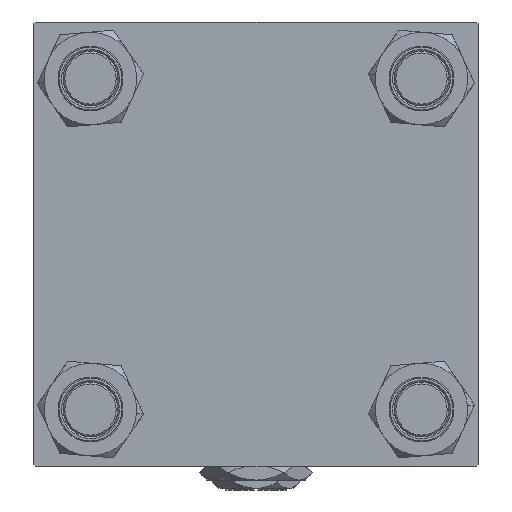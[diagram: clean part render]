
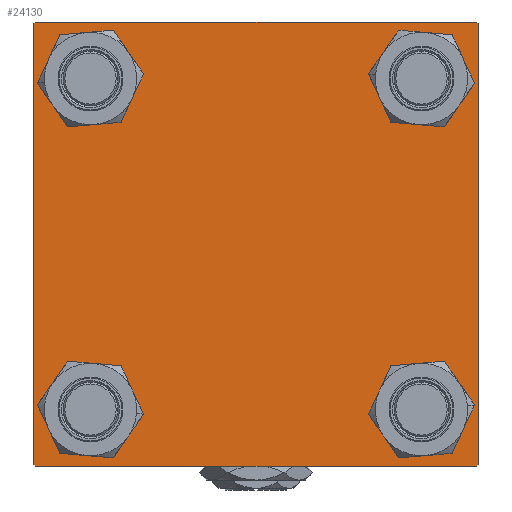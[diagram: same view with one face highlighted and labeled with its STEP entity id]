
A CAD part, left-side view. The second image highlights one B-rep face of the part: STEP entity #24130.
In plain terms, the highlighted planar face has unit normal (-1, 0, 0).
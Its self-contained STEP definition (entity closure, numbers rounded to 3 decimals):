
#60 = CARTESIAN_POINT ( 'NONE',  ( 0., -65., -64.5 ) ) ;
#242 = LINE ( 'NONE', #28314, #50514 ) ;
#879 = DIRECTION ( 'NONE',  ( 0., 0., 1. ) ) ;
#1883 = VECTOR ( 'NONE', #36112, 1000. ) ;
#3602 = CARTESIAN_POINT ( 'NONE',  ( 0., -65., 64.5 ) ) ;
#3679 = CARTESIAN_POINT ( 'NONE',  ( 0., 65., 64.5 ) ) ;
#4247 = CIRCLE ( 'NONE', #52014, 8.5 ) ;
#4623 = LINE ( 'NONE', #10276, #33643 ) ;
#5020 = DIRECTION ( 'NONE',  ( 1., 0., 0. ) ) ;
#5213 = CARTESIAN_POINT ( 'NONE',  ( 0., -64.5, 65. ) ) ;
#5496 = AXIS2_PLACEMENT_3D ( 'NONE', #20326, #28718, #42222 ) ;
#5609 = ORIENTED_EDGE ( 'NONE', *, *, #38067, .T. ) ;
#5690 = DIRECTION ( 'NONE',  ( 0., 0., 1. ) ) ;
#6256 = VERTEX_POINT ( 'NONE', #10923 ) ;
#6831 = LINE ( 'NONE', #12499, #52334 ) ;
#7268 = CARTESIAN_POINT ( 'NONE',  ( 0., -64.5, -65. ) ) ;
#7369 = VERTEX_POINT ( 'NONE', #3679 ) ;
#7409 = EDGE_LOOP ( 'NONE', ( #57488, #18622 ) ) ;
#7868 = LINE ( 'NONE', #35649, #58825 ) ;
#8855 = CARTESIAN_POINT ( 'NONE',  ( 0., 48.45, 56.95 ) ) ;
#9197 = DIRECTION ( 'NONE',  ( 0., 0., 1. ) ) ;
#9681 = VERTEX_POINT ( 'NONE', #5213 ) ;
#9759 = CIRCLE ( 'NONE', #36512, 8.5 ) ;
#10276 = CARTESIAN_POINT ( 'NONE',  ( 0., 65., 65. ) ) ;
#10398 = EDGE_CURVE ( 'NONE', #12628, #9681, #4623, .T. ) ;
#10496 = CIRCLE ( 'NONE', #40135, 8.5 ) ;
#10709 = FACE_BOUND ( 'NONE', #16122, .T. ) ;
#10923 = CARTESIAN_POINT ( 'NONE',  ( 0., 48.45, -39.95 ) ) ;
#11265 = ORIENTED_EDGE ( 'NONE', *, *, #10398, .F. ) ;
#11649 = VERTEX_POINT ( 'NONE', #36834 ) ;
#11828 = CARTESIAN_POINT ( 'NONE',  ( 0., 64.5, 65. ) ) ;
#11995 = EDGE_LOOP ( 'NONE', ( #54561, #42689 ) ) ;
#12499 = CARTESIAN_POINT ( 'NONE',  ( 0., -64.75, -64.75 ) ) ;
#12628 = VERTEX_POINT ( 'NONE', #11828 ) ;
#12781 = VERTEX_POINT ( 'NONE', #26294 ) ;
#14301 = LINE ( 'NONE', #31327, #1883 ) ;
#14940 = CARTESIAN_POINT ( 'NONE',  ( 0., -48.45, -48.45 ) ) ;
#15489 = DIRECTION ( 'NONE',  ( -1., 0., 0. ) ) ;
#15828 = EDGE_CURVE ( 'NONE', #32679, #6256, #9759, .T. ) ;
#15952 = CIRCLE ( 'NONE', #49391, 8.5 ) ;
#16039 = CIRCLE ( 'NONE', #45646, 8.5 ) ;
#16122 = EDGE_LOOP ( 'NONE', ( #33049, #36884 ) ) ;
#18444 = CARTESIAN_POINT ( 'NONE',  ( 0., 48.45, 48.45 ) ) ;
#18622 = ORIENTED_EDGE ( 'NONE', *, *, #26338, .T. ) ;
#19069 = VERTEX_POINT ( 'NONE', #41573 ) ;
#19134 = DIRECTION ( 'NONE',  ( 1., 0., 0. ) ) ;
#19966 = FACE_BOUND ( 'NONE', #7409, .T. ) ;
#20326 = CARTESIAN_POINT ( 'NONE',  ( 0., 48.45, -48.45 ) ) ;
#21298 = DIRECTION ( 'NONE',  ( 0., 0., -1. ) ) ;
#22052 = CARTESIAN_POINT ( 'NONE',  ( 0., 48.45, 39.95 ) ) ;
#22469 = DIRECTION ( 'NONE',  ( 1., 0., 0. ) ) ;
#23360 = DIRECTION ( 'NONE',  ( 0., 0., -1. ) ) ;
#23580 = CARTESIAN_POINT ( 'NONE',  ( 0., 0., 0. ) ) ;
#23788 = AXIS2_PLACEMENT_3D ( 'NONE', #14940, #19134, #5690 ) ;
#24130 = ADVANCED_FACE ( 'NONE', ( #28923, #10709, #32844, #19966, #51112 ), #32557, .T. ) ;
#24546 = ORIENTED_EDGE ( 'NONE', *, *, #56706, .T. ) ;
#24736 = VERTEX_POINT ( 'NONE', #60 ) ;
#24758 = DIRECTION ( 'NONE',  ( 0., -0.707, 0.707 ) ) ;
#25126 = CARTESIAN_POINT ( 'NONE',  ( 0., -48.45, 39.95 ) ) ;
#25299 = VERTEX_POINT ( 'NONE', #7268 ) ;
#25594 = AXIS2_PLACEMENT_3D ( 'NONE', #49704, #22469, #40735 ) ;
#26205 = ORIENTED_EDGE ( 'NONE', *, *, #31322, .F. ) ;
#26294 = CARTESIAN_POINT ( 'NONE',  ( 0., -48.45, 56.95 ) ) ;
#26338 = EDGE_CURVE ( 'NONE', #36692, #58258, #4247, .T. ) ;
#27116 = CARTESIAN_POINT ( 'NONE',  ( 0., 48.45, -48.45 ) ) ;
#27195 = EDGE_LOOP ( 'NONE', ( #51613, #27360 ) ) ;
#27360 = ORIENTED_EDGE ( 'NONE', *, *, #15828, .T. ) ;
#27422 = DIRECTION ( 'NONE',  ( 1., 0., 0. ) ) ;
#28314 = CARTESIAN_POINT ( 'NONE',  ( 0., 64.75, -64.75 ) ) ;
#28559 = VERTEX_POINT ( 'NONE', #25126 ) ;
#28718 = DIRECTION ( 'NONE',  ( 1., 0., 0. ) ) ;
#28739 = CARTESIAN_POINT ( 'NONE',  ( 0., 65., -65. ) ) ;
#28923 = FACE_BOUND ( 'NONE', #11995, .T. ) ;
#30035 = DIRECTION ( 'NONE',  ( 0., 0.707, -0.707 ) ) ;
#30988 = EDGE_CURVE ( 'NONE', #12628, #7369, #43524, .T. ) ;
#31322 = EDGE_CURVE ( 'NONE', #36288, #24736, #7868, .T. ) ;
#31323 = CIRCLE ( 'NONE', #25594, 8.5 ) ;
#31327 = CARTESIAN_POINT ( 'NONE',  ( 0., -64.75, 64.75 ) ) ;
#31916 = DIRECTION ( 'NONE',  ( 0., -0.707, -0.707 ) ) ;
#32006 = EDGE_LOOP ( 'NONE', ( #5609, #49908, #42343, #24546, #26205, #37586, #11265, #46751 ) ) ;
#32557 = PLANE ( 'NONE',  #42496 ) ;
#32679 = VERTEX_POINT ( 'NONE', #42676 ) ;
#32844 = FACE_BOUND ( 'NONE', #27195, .T. ) ;
#33049 = ORIENTED_EDGE ( 'NONE', *, *, #40258, .T. ) ;
#33257 = VECTOR ( 'NONE', #23360, 1000. ) ;
#33643 = VECTOR ( 'NONE', #55772, 1000. ) ;
#33891 = CARTESIAN_POINT ( 'NONE',  ( 0., -48.45, -56.95 ) ) ;
#35514 = EDGE_CURVE ( 'NONE', #6256, #32679, #41774, .T. ) ;
#35649 = CARTESIAN_POINT ( 'NONE',  ( 0., -65., 65. ) ) ;
#36112 = DIRECTION ( 'NONE',  ( 0., 0.707, 0.707 ) ) ;
#36123 = DIRECTION ( 'NONE',  ( 1., 0., 0. ) ) ;
#36288 = VERTEX_POINT ( 'NONE', #3602 ) ;
#36413 = DIRECTION ( 'NONE',  ( 0., 0., 1. ) ) ;
#36512 = AXIS2_PLACEMENT_3D ( 'NONE', #27116, #27422, #36413 ) ;
#36692 = VERTEX_POINT ( 'NONE', #22052 ) ;
#36834 = CARTESIAN_POINT ( 'NONE',  ( 0., 65., -64.5 ) ) ;
#36884 = ORIENTED_EDGE ( 'NONE', *, *, #38026, .T. ) ;
#37586 = ORIENTED_EDGE ( 'NONE', *, *, #46890, .T. ) ;
#37836 = CARTESIAN_POINT ( 'NONE',  ( 0., -48.45, -39.95 ) ) ;
#38026 = EDGE_CURVE ( 'NONE', #46129, #43015, #31323, .T. ) ;
#38067 = EDGE_CURVE ( 'NONE', #7369, #11649, #46107, .T. ) ;
#39699 = VECTOR ( 'NONE', #30035, 1000. ) ;
#39772 = DIRECTION ( 'NONE',  ( 0., 0., 1. ) ) ;
#40135 = AXIS2_PLACEMENT_3D ( 'NONE', #59187, #36123, #58890 ) ;
#40258 = EDGE_CURVE ( 'NONE', #43015, #46129, #43848, .T. ) ;
#40368 = EDGE_CURVE ( 'NONE', #11649, #19069, #242, .T. ) ;
#40735 = DIRECTION ( 'NONE',  ( 0., 0., 1. ) ) ;
#40944 = EDGE_CURVE ( 'NONE', #58258, #36692, #16039, .T. ) ;
#41573 = CARTESIAN_POINT ( 'NONE',  ( 0., 64.5, -65. ) ) ;
#41774 = CIRCLE ( 'NONE', #5496, 8.5 ) ;
#42222 = DIRECTION ( 'NONE',  ( 0., 0., 1. ) ) ;
#42343 = ORIENTED_EDGE ( 'NONE', *, *, #52795, .T. ) ;
#42496 = AXIS2_PLACEMENT_3D ( 'NONE', #23580, #15489, #879 ) ;
#42676 = CARTESIAN_POINT ( 'NONE',  ( 0., 48.45, -56.95 ) ) ;
#42689 = ORIENTED_EDGE ( 'NONE', *, *, #47687, .T. ) ;
#43015 = VERTEX_POINT ( 'NONE', #37836 ) ;
#43099 = LINE ( 'NONE', #28739, #46460 ) ;
#43524 = LINE ( 'NONE', #52808, #39699 ) ;
#43848 = CIRCLE ( 'NONE', #23788, 8.5 ) ;
#43987 = DIRECTION ( 'NONE',  ( 1., 0., 0. ) ) ;
#44575 = CARTESIAN_POINT ( 'NONE',  ( 0., 48.45, 48.45 ) ) ;
#45646 = AXIS2_PLACEMENT_3D ( 'NONE', #18444, #5020, #9197 ) ;
#46107 = LINE ( 'NONE', #55105, #33257 ) ;
#46129 = VERTEX_POINT ( 'NONE', #33891 ) ;
#46460 = VECTOR ( 'NONE', #56592, 1000. ) ;
#46751 = ORIENTED_EDGE ( 'NONE', *, *, #30988, .T. ) ;
#46890 = EDGE_CURVE ( 'NONE', #36288, #9681, #14301, .T. ) ;
#47687 = EDGE_CURVE ( 'NONE', #28559, #12781, #10496, .T. ) ;
#48744 = CARTESIAN_POINT ( 'NONE',  ( 0., -48.45, 48.45 ) ) ;
#48766 = DIRECTION ( 'NONE',  ( 0., 0., 1. ) ) ;
#49391 = AXIS2_PLACEMENT_3D ( 'NONE', #48744, #57160, #39772 ) ;
#49704 = CARTESIAN_POINT ( 'NONE',  ( 0., -48.45, -48.45 ) ) ;
#49908 = ORIENTED_EDGE ( 'NONE', *, *, #40368, .T. ) ;
#50514 = VECTOR ( 'NONE', #31916, 1000. ) ;
#51112 = FACE_OUTER_BOUND ( 'NONE', #32006, .T. ) ;
#51613 = ORIENTED_EDGE ( 'NONE', *, *, #35514, .T. ) ;
#52014 = AXIS2_PLACEMENT_3D ( 'NONE', #44575, #43987, #48766 ) ;
#52334 = VECTOR ( 'NONE', #24758, 1000. ) ;
#52795 = EDGE_CURVE ( 'NONE', #19069, #25299, #43099, .T. ) ;
#52808 = CARTESIAN_POINT ( 'NONE',  ( 0., 64.75, 64.75 ) ) ;
#54561 = ORIENTED_EDGE ( 'NONE', *, *, #55639, .T. ) ;
#55105 = CARTESIAN_POINT ( 'NONE',  ( 0., 65., 65. ) ) ;
#55639 = EDGE_CURVE ( 'NONE', #12781, #28559, #15952, .T. ) ;
#55772 = DIRECTION ( 'NONE',  ( 0., -1., 0. ) ) ;
#56592 = DIRECTION ( 'NONE',  ( 0., -1., 0. ) ) ;
#56706 = EDGE_CURVE ( 'NONE', #25299, #24736, #6831, .T. ) ;
#57160 = DIRECTION ( 'NONE',  ( 1., 0., 0. ) ) ;
#57488 = ORIENTED_EDGE ( 'NONE', *, *, #40944, .T. ) ;
#58258 = VERTEX_POINT ( 'NONE', #8855 ) ;
#58825 = VECTOR ( 'NONE', #21298, 1000. ) ;
#58890 = DIRECTION ( 'NONE',  ( 0., 0., 1. ) ) ;
#59187 = CARTESIAN_POINT ( 'NONE',  ( 0., -48.45, 48.45 ) ) ;
